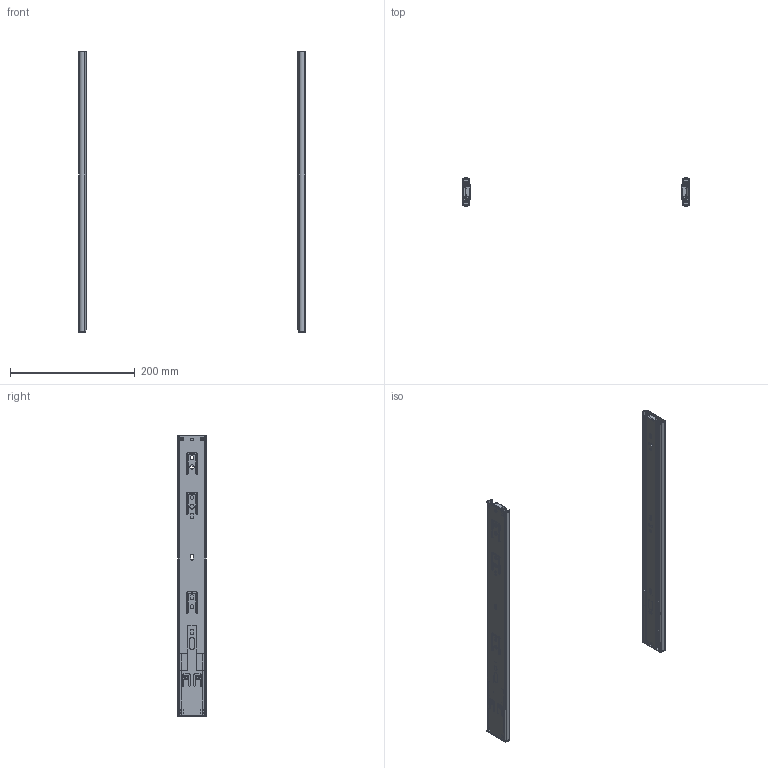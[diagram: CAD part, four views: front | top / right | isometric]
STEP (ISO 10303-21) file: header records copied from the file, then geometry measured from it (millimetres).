
FILE_DESCRIPTION(/* description */ (''),/* implementation_level */ '2;1');
FILE_NAME(/* name */ 'PK-L-H45-450_B.stp',/* time_stamp */ '2024-08-01T09:57:54+02:00',/* author */ (''),/* organization */ (''),/* preprocessor_version */ 'ST-DEVELOPER v19.2',/* originating_system */ 'Autodesk Inventor 2023',/* authorisation */ '');
FILE_SCHEMA (('AUTOMOTIVE_DESIGN { 1 0 10303 214 3 1 1 }'));
Length unit declared in the file: millimetre
Products named in the file (6): PK-L-H45-450_B; PK-L-H45_1-450_B; PK-L-H45_2-450_B; PK-L-H45_3-450_B; PK-L-H45_4-02; PK-L-H45_5
Assembly tree (10 placements, depth 2):
  PK-L-H45-450_B
    PK-L-H45_1-450_B  x2
    PK-L-H45_2-450_B  x2
    PK-L-H45_3-450_B  x2
    PK-L-H45_4-02  x2
    PK-L-H45_5  x2
Bounding box: 364 x 45.3 x 450 mm (x, y, z)
Volume: 209835.3 mm3; surface area: 287250.3 mm2
Topology: 20 solids, 20 shells, 930 faces, 2660 edges, 1772 vertices
Faces by surface type: plane 572, cylinder 358
Full cylindrical faces by diameter (mm): 4.5 x8, 6 x4, 6.2 x2, 7 x4, 7.2 x4
Entity records: 16193 total; most frequent: CARTESIAN_POINT 2842, ORIENTED_EDGE 2660, DIRECTION 2642, EDGE_CURVE 1330, LINE 966, VECTOR 966, VERTEX_POINT 886, AXIS2_PLACEMENT_3D 838
